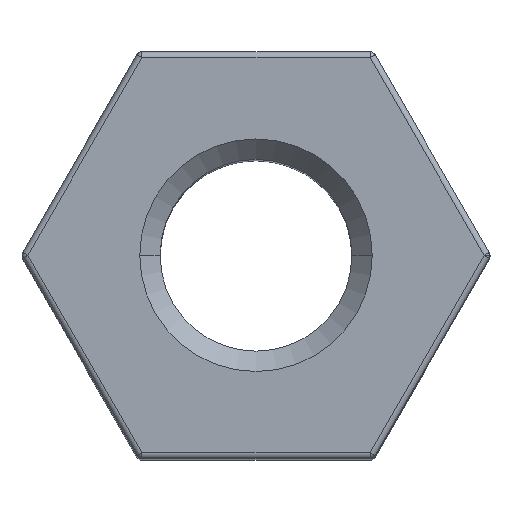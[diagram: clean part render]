
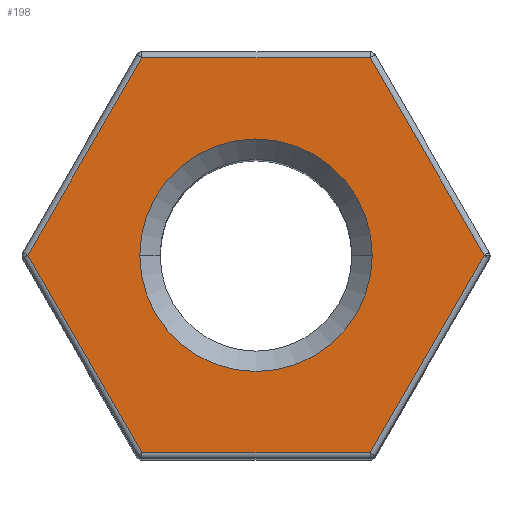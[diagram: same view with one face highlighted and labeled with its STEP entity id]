
A CAD part, top view. The second image highlights one B-rep face of the part: STEP entity #198.
In plain terms, the highlighted planar face has unit normal (0, 0, 1).
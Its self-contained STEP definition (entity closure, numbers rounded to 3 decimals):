
#6 = CARTESIAN_POINT ( 'NONE',  ( 0., 0., 15. ) ) ;
#33 = ORIENTED_EDGE ( 'NONE', *, *, #627, .T. ) ;
#34 = LINE ( 'NONE', #937, #326 ) ;
#53 = AXIS2_PLACEMENT_3D ( 'NONE', #70, #846, #181 ) ;
#58 = ORIENTED_EDGE ( 'NONE', *, *, #601, .T. ) ;
#70 = CARTESIAN_POINT ( 'NONE',  ( 0., 0., 15. ) ) ;
#116 = CARTESIAN_POINT ( 'NONE',  ( -1.963, -3.4, 15. ) ) ;
#127 = CARTESIAN_POINT ( 'NONE',  ( 1.934, 3.45, 15. ) ) ;
#131 = DIRECTION ( 'NONE',  ( 1., 0., 0. ) ) ;
#151 = ORIENTED_EDGE ( 'NONE', *, *, #715, .T. ) ;
#164 = EDGE_CURVE ( 'NONE', #1248, #873, #829, .T. ) ;
#181 = DIRECTION ( 'NONE',  ( 1., 0., 0. ) ) ;
#198 = ADVANCED_FACE ( 'NONE', ( #1143, #723 ), #1158, .T. ) ;
#223 = DIRECTION ( 'NONE',  ( 1., 0., 0. ) ) ;
#245 = VECTOR ( 'NONE', #350, 1000. ) ;
#248 = DIRECTION ( 'NONE',  ( -0.5, 0.866, 0. ) ) ;
#264 = ORIENTED_EDGE ( 'NONE', *, *, #415, .T. ) ;
#267 = VERTEX_POINT ( 'NONE', #116 ) ;
#275 = CARTESIAN_POINT ( 'NONE',  ( -1.963, 3.4, 15. ) ) ;
#279 = DIRECTION ( 'NONE',  ( -1., 0., 0. ) ) ;
#289 = LINE ( 'NONE', #557, #245 ) ;
#306 = VERTEX_POINT ( 'NONE', #1038 ) ;
#326 = VECTOR ( 'NONE', #646, 1000. ) ;
#328 = VERTEX_POINT ( 'NONE', #470 ) ;
#350 = DIRECTION ( 'NONE',  ( 0.5, -0.866, 0. ) ) ;
#351 = VERTEX_POINT ( 'NONE', #582 ) ;
#354 = AXIS2_PLACEMENT_3D ( 'NONE', #6, #795, #131 ) ;
#359 = ORIENTED_EDGE ( 'NONE', *, *, #732, .T. ) ;
#415 = EDGE_CURVE ( 'NONE', #306, #426, #560, .T. ) ;
#426 = VERTEX_POINT ( 'NONE', #275 ) ;
#437 = VERTEX_POINT ( 'NONE', #708 ) ;
#438 = VECTOR ( 'NONE', #466, 1000. ) ;
#456 = EDGE_LOOP ( 'NONE', ( #486, #359 ) ) ;
#466 = DIRECTION ( 'NONE',  ( 0.5, 0.866, 0. ) ) ;
#469 = LINE ( 'NONE', #127, #1139 ) ;
#470 = CARTESIAN_POINT ( 'NONE',  ( 3.926, 0., 15. ) ) ;
#486 = ORIENTED_EDGE ( 'NONE', *, *, #164, .T. ) ;
#554 = EDGE_CURVE ( 'NONE', #426, #351, #34, .T. ) ;
#557 = CARTESIAN_POINT ( 'NONE',  ( -1.934, -3.45, 15. ) ) ;
#560 = LINE ( 'NONE', #602, #1228 ) ;
#582 = CARTESIAN_POINT ( 'NONE',  ( -3.926, 0., 15. ) ) ;
#601 = EDGE_CURVE ( 'NONE', #351, #267, #289, .T. ) ;
#602 = CARTESIAN_POINT ( 'NONE',  ( -2.021, 3.4, 15. ) ) ;
#627 = EDGE_CURVE ( 'NONE', #267, #437, #1210, .T. ) ;
#646 = DIRECTION ( 'NONE',  ( -0.5, -0.866, 0. ) ) ;
#708 = CARTESIAN_POINT ( 'NONE',  ( 1.963, -3.4, 15. ) ) ;
#715 = EDGE_CURVE ( 'NONE', #437, #328, #962, .T. ) ;
#719 = EDGE_CURVE ( 'NONE', #328, #306, #469, .T. ) ;
#723 = FACE_BOUND ( 'NONE', #456, .T. ) ;
#732 = EDGE_CURVE ( 'NONE', #873, #1248, #1115, .T. ) ;
#771 = CARTESIAN_POINT ( 'NONE',  ( 2.021, -3.4, 15. ) ) ;
#790 = VECTOR ( 'NONE', #223, 1000. ) ;
#795 = DIRECTION ( 'NONE',  ( 0., 0., -1. ) ) ;
#800 = ORIENTED_EDGE ( 'NONE', *, *, #554, .T. ) ;
#829 = CIRCLE ( 'NONE', #53, 2. ) ;
#845 = AXIS2_PLACEMENT_3D ( 'NONE', #1083, #1010, #1235 ) ;
#846 = DIRECTION ( 'NONE',  ( 0., 0., -1. ) ) ;
#873 = VERTEX_POINT ( 'NONE', #1061 ) ;
#937 = CARTESIAN_POINT ( 'NONE',  ( -3.955, -0.05, 15. ) ) ;
#962 = LINE ( 'NONE', #1112, #438 ) ;
#1010 = DIRECTION ( 'NONE',  ( 0., 0., 1. ) ) ;
#1038 = CARTESIAN_POINT ( 'NONE',  ( 1.963, 3.4, 15. ) ) ;
#1061 = CARTESIAN_POINT ( 'NONE',  ( -2., 0., 15. ) ) ;
#1065 = CARTESIAN_POINT ( 'NONE',  ( 2., 0., 15. ) ) ;
#1083 = CARTESIAN_POINT ( 'NONE',  ( 4.041, 0., 15. ) ) ;
#1094 = EDGE_LOOP ( 'NONE', ( #264, #800, #58, #33, #151, #1099 ) ) ;
#1099 = ORIENTED_EDGE ( 'NONE', *, *, #719, .T. ) ;
#1112 = CARTESIAN_POINT ( 'NONE',  ( 3.955, 0.05, 15. ) ) ;
#1115 = CIRCLE ( 'NONE', #354, 2. ) ;
#1139 = VECTOR ( 'NONE', #248, 1000. ) ;
#1143 = FACE_OUTER_BOUND ( 'NONE', #1094, .T. ) ;
#1158 = PLANE ( 'NONE',  #845 ) ;
#1210 = LINE ( 'NONE', #771, #790 ) ;
#1228 = VECTOR ( 'NONE', #279, 1000. ) ;
#1235 = DIRECTION ( 'NONE',  ( 1., 0., 0. ) ) ;
#1248 = VERTEX_POINT ( 'NONE', #1065 ) ;
